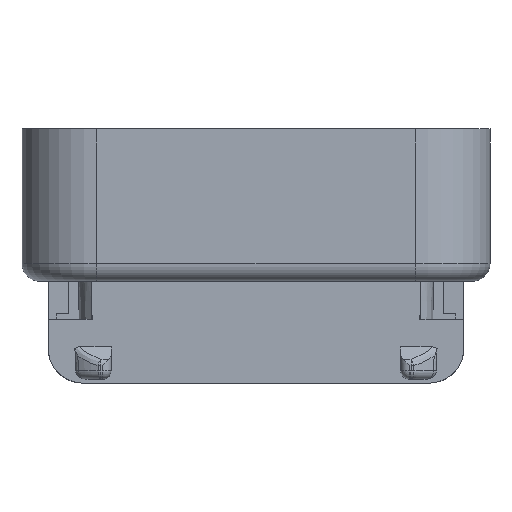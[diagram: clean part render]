
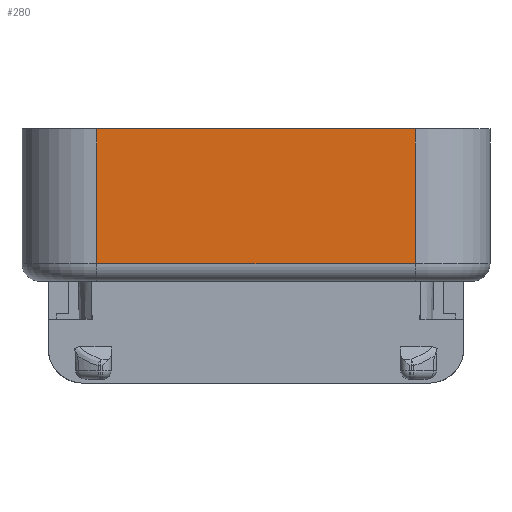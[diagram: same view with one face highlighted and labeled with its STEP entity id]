
A CAD part, front view. The second image highlights one B-rep face of the part: STEP entity #280.
In plain terms, the highlighted planar face has unit normal (0, -1, 0).
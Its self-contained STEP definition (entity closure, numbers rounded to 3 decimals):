
#280=ADVANCED_FACE('',(#989),#638,.T.);
#638=PLANE('',#7347);
#989=FACE_OUTER_BOUND('',#1384,.T.);
#1384=EDGE_LOOP('',(#2338,#2339,#2340,#2341));
#2338=ORIENTED_EDGE('',*,*,#4755,.T.);
#2339=ORIENTED_EDGE('',*,*,#4793,.T.);
#2340=ORIENTED_EDGE('',*,*,#4794,.T.);
#2341=ORIENTED_EDGE('',*,*,#4790,.T.);
#4039=VERTEX_POINT('',#10233);
#4040=VERTEX_POINT('',#10237);
#4073=VERTEX_POINT('',#10308);
#4075=VERTEX_POINT('',#10314);
#4755=EDGE_CURVE('',#4040,#4039,#5672,.T.);
#4790=EDGE_CURVE('',#4073,#4040,#5697,.T.);
#4793=EDGE_CURVE('',#4039,#4075,#5699,.T.);
#4794=EDGE_CURVE('',#4075,#4073,#5700,.T.);
#5672=LINE('',#10236,#6493);
#5697=LINE('',#10307,#6518);
#5699=LINE('',#10313,#6520);
#5700=LINE('',#10315,#6521);
#6493=VECTOR('',#8137,1.);
#6518=VECTOR('',#8188,1.);
#6520=VECTOR('',#8194,1.);
#6521=VECTOR('',#8195,1.);
#7347=AXIS2_PLACEMENT_3D('',#10316,#8196,#8197);
#8137=DIRECTION('',(1.,0.,0.));
#8188=DIRECTION('',(0.,0.,-1.));
#8194=DIRECTION('',(0.,0.,1.));
#8195=DIRECTION('',(-1.,0.,0.));
#8196=DIRECTION('',(0.,-1.,0.));
#8197=DIRECTION('',(-1.,0.,0.));
#10233=CARTESIAN_POINT('',(18.374,-11.618,-8.552));
#10236=CARTESIAN_POINT('',(27.024,-11.618,-8.552));
#10237=CARTESIAN_POINT('',(-18.374,-11.618,-8.552));
#10307=CARTESIAN_POINT('',(-18.374,-11.618,7.048));
#10308=CARTESIAN_POINT('',(-18.374,-11.618,7.));
#10313=CARTESIAN_POINT('',(18.374,-11.618,7.048));
#10314=CARTESIAN_POINT('',(18.374,-11.618,7.));
#10315=CARTESIAN_POINT('',(27.024,-11.618,7.));
#10316=CARTESIAN_POINT('',(27.024,-11.618,7.048));
